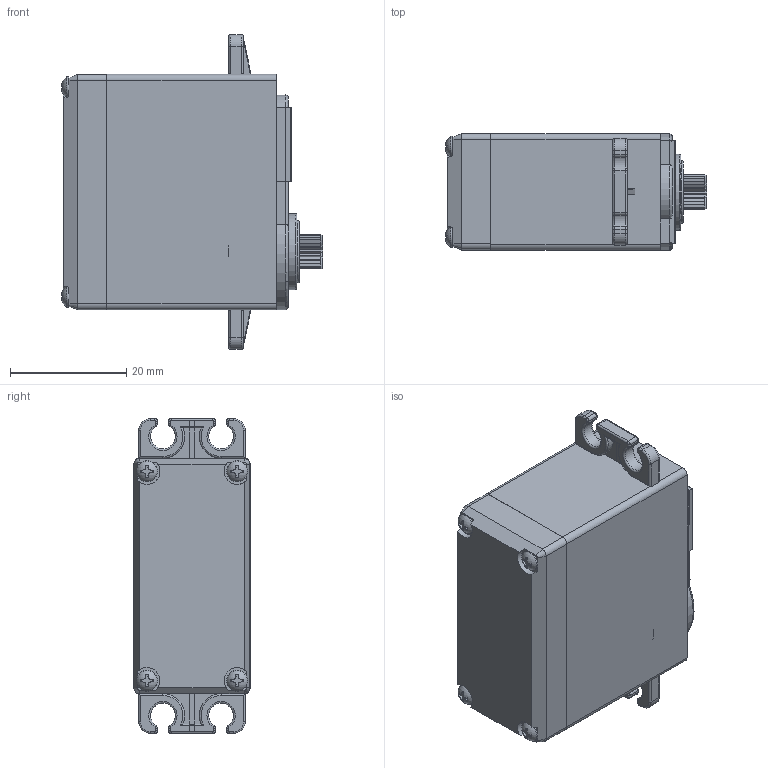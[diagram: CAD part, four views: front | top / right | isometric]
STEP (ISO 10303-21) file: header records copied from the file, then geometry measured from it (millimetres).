
FILE_DESCRIPTION(/* description */ (''),/* implementation_level */ '2;1');
FILE_NAME(/* name */ 'Servo MG996R updated.step',/* time_stamp */ '2021-03-30T09:53:49-04:00',/* author */ (''),/* organization */ (''),/* preprocessor_version */ 'ST-DEVELOPER v18.1',/* originating_system */ 'Autodesk Translation Framework v9.10.0.1330',/* authorisation */ '');
FILE_SCHEMA (('AUTOMOTIVE_DESIGN { 1 0 10303 214 3 1 1 }'));
Length unit declared in the file: millimetre
Products named in the file (6): Servo; Component2; Servos Spline; Servo Body Top; Servo Body Body; 92470A055
Assembly tree (8 placements, depth 2):
  Servo
    Component2
    Servos Spline
    Servo Body Top
    92470A055  x4
    Servo Body Body
Bounding box: 44.88 x 20 x 54.15 mm (x, y, z)
Volume: 24792.4 mm3; surface area: 16875.1 mm2
Topology: 15 solids, 15 shells, 763 faces, 1966 edges, 1242 vertices
Faces by surface type: plane 280, cylinder 261, bspline 126, cone 54, torus 38, sphere 4
Full cylindrical faces by diameter (mm): 1.194 x40, 1.854 x36, 2 x8, 2.529 x5, 3.086 x2, 5.9 x1, 10.75 x2, 13.1 x1
Entity records: 20443 total; most frequent: CARTESIAN_POINT 7679, ORIENTED_EDGE 2688, DIRECTION 2569, EDGE_CURVE 1344, AXIS2_PLACEMENT_3D 940, VERTEX_POINT 828, LINE 689, VECTOR 689
